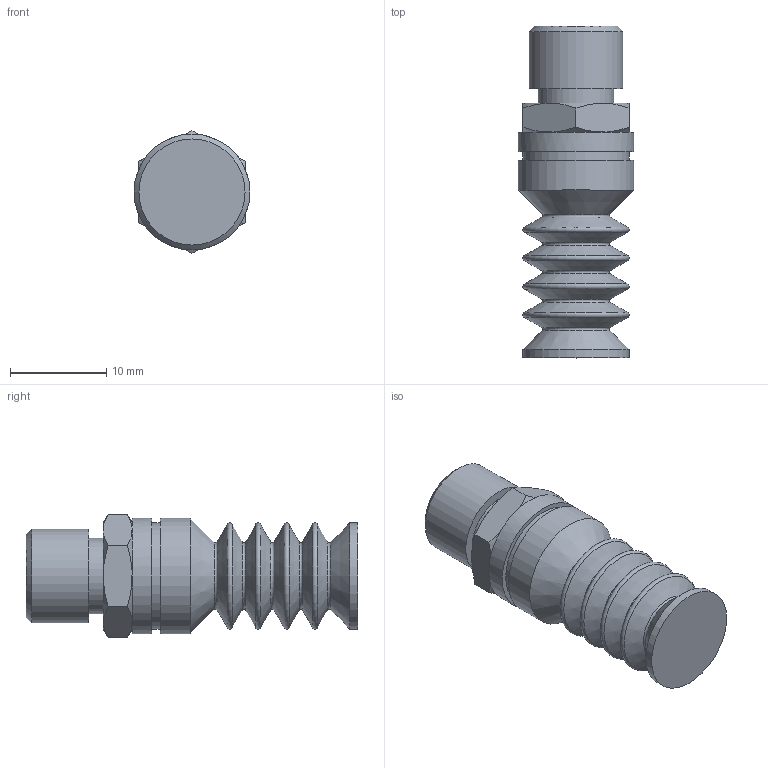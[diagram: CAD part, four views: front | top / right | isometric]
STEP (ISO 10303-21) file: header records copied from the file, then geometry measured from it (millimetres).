
FILE_DESCRIPTION(/* description */ (''),/* implementation_level */ '2;1');
FILE_NAME(/* name */ '3D_vf12-5nit+rac13r1-8m.stp',/* time_stamp */ '2020-03-27T10:56:49+01:00',/* author */ ('lmacia'),/* organization */ (''),/* preprocessor_version */ 'ST-DEVELOPER v17',/* originating_system */ 'Autodesk Inventor 2019',/* authorisation */ '');
FILE_SCHEMA (('AUTOMOTIVE_DESIGN { 1 0 10303 214 3 1 1 }'));
Length unit declared in the file: millimetre
Products named in the file (1): 3D_vf12-5+rac13r1-8m
Bounding box: 12 x 34.39 x 12.7 mm (x, y, z)
Volume: 2631.8 mm3; surface area: 1737.4 mm2
Topology: 1 solids, 1 shells, 44 faces, 138 edges, 102 vertices
Faces by surface type: cone 15, plane 14, torus 9, cylinder 6
Full cylindrical faces by diameter (mm): 7.801 x1, 9.729 x1, 11 x2, 12 x2
Entity records: 1733 total; most frequent: DIRECTION 315, CARTESIAN_POINT 309, ORIENTED_EDGE 276, AXIS2_PLACEMENT_3D 144, EDGE_CURVE 138, VERTEX_POINT 102, CIRCLE 99, EDGE_LOOP 50
